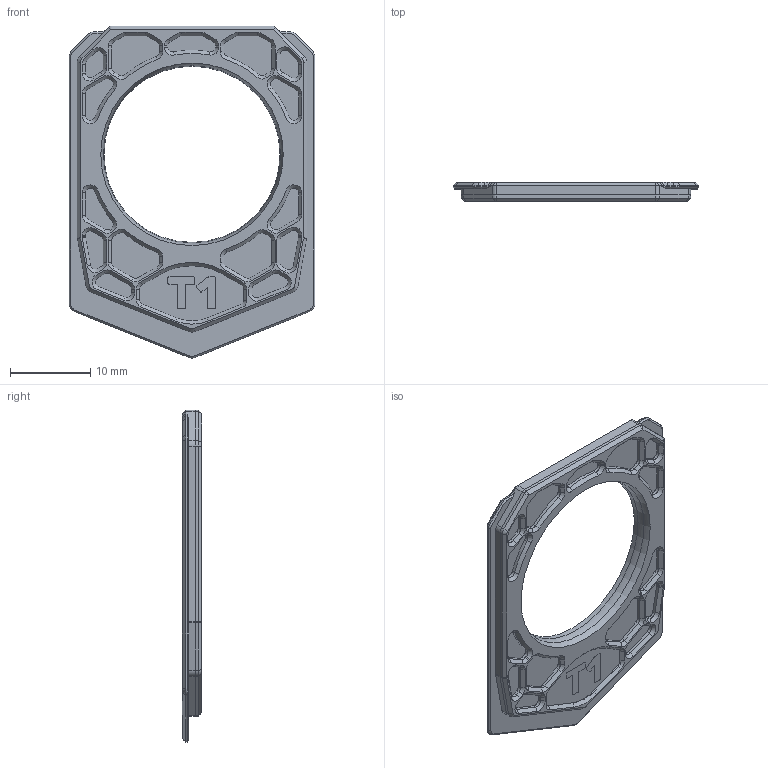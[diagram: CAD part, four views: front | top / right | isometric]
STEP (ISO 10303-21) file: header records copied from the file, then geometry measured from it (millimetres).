
FILE_DESCRIPTION(/* description */ (''),/* implementation_level */ '2;1');
FILE_NAME(/* name */ 'T1 v2.step',/* time_stamp */ '2025-07-25T03:46:42+02:00',/* author */ (''),/* organization */ (''),/* preprocessor_version */ 'ST-DEVELOPER v20.1',/* originating_system */ 'Autodesk Translation Framework v14.4.0.0',/* authorisation */ '');
FILE_SCHEMA (('AUTOMOTIVE_DESIGN { 1 0 10303 214 3 1 1 }'));
Length unit declared in the file: millimetre
Products named in the file (2): Open_Grill; Component2
Assembly tree (1 placements, depth 2):
  Open_Grill
    Component2
Bounding box: 30.6 x 2.4 x 41.4 mm (x, y, z)
Volume: 1302.7 mm3; surface area: 2955.7 mm2
Topology: 3 solids, 3 shells, 674 faces, 1753 edges, 1090 vertices
Faces by surface type: plane 276, bspline 167, cylinder 121, cone 108, torus 2
Full cylindrical faces by diameter (mm): 6 x2, 21.962 x1
Entity records: 26205 total; most frequent: CARTESIAN_POINT 10591, ORIENTED_EDGE 3506, DIRECTION 2772, EDGE_CURVE 1753, VERTEX_POINT 1090, LINE 1004, VECTOR 1004, AXIS2_PLACEMENT_3D 884
